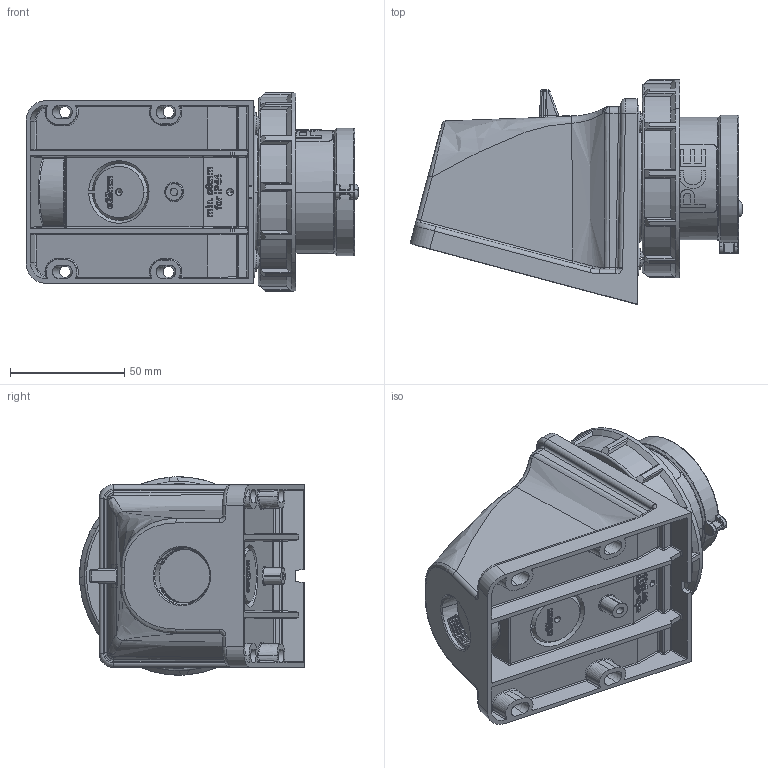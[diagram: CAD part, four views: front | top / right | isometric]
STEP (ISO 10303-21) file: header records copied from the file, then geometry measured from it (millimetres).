
FILE_DESCRIPTION (( 'STEP AP203' ), '1' );
FILE_NAME ('5172-6kv.STEP', '2023-02-14T12:49:21', ( '' ), ( '' ), 'SwSTEP 2.0', 'SolidWorks 2022', '' );
FILE_SCHEMA (( 'CONFIG_CONTROL_DESIGN' ));
Products named in the file (1): 5172-6kv
Bounding box: 145.49 x 98.56 x 86.97 mm (x, y, z)
Volume: 412650.4 mm3; surface area: 85580.4 mm2
Topology: 1 solids, 1 shells, 1708 faces, 4394 edges, 2734 vertices
Faces by surface type: plane 684, bspline 418, cylinder 303, torus 148, cone 85, sphere 70
Entity records: 97274 total; most frequent: CARTESIAN_POINT 59828, ORIENTED_EDGE 8640, DIRECTION 6508, EDGE_CURVE 4320, VERTEX_POINT 2712, AXIS2_PLACEMENT_3D 2340, VECTOR 1828, LINE 1828
